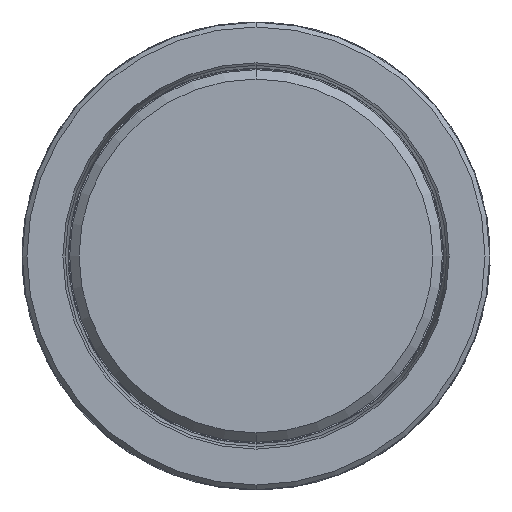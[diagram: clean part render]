
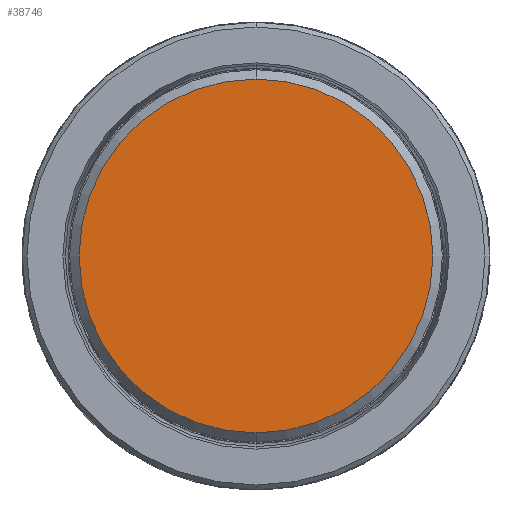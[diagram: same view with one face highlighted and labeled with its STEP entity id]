
A CAD part, front view. The second image highlights one B-rep face of the part: STEP entity #38746.
In plain terms, the highlighted planar face has unit normal (0, -1, 0).
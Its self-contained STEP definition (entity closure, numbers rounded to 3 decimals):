
#1464 = PLANE ( 'NONE',  #47334 ) ;
#6739 = EDGE_CURVE ( 'NONE', #16909, #11073, #37330, .T. ) ;
#7941 = CARTESIAN_POINT ( 'NONE',  ( 0., 0., -37.75 ) ) ;
#11073 = VERTEX_POINT ( 'NONE', #21921 ) ;
#11463 = DIRECTION ( 'NONE',  ( 0., 0., 1. ) ) ;
#12056 = FACE_OUTER_BOUND ( 'NONE', #20467, .T. ) ;
#15226 = EDGE_CURVE ( 'NONE', #11073, #16909, #29677, .T. ) ;
#15570 = DIRECTION ( 'NONE',  ( 0., -1., 0. ) ) ;
#16909 = VERTEX_POINT ( 'NONE', #7941 ) ;
#17281 = AXIS2_PLACEMENT_3D ( 'NONE', #44918, #15570, #11463 ) ;
#20467 = EDGE_LOOP ( 'NONE', ( #35815, #49768 ) ) ;
#21921 = CARTESIAN_POINT ( 'NONE',  ( 0., 0., 37.75 ) ) ;
#24962 = DIRECTION ( 'NONE',  ( 0., 0., 1. ) ) ;
#29247 = CARTESIAN_POINT ( 'NONE',  ( 0., 0., 0. ) ) ;
#29677 = CIRCLE ( 'NONE', #17281, 37.75 ) ;
#29680 = DIRECTION ( 'NONE',  ( 0., 1., 0. ) ) ;
#32610 = AXIS2_PLACEMENT_3D ( 'NONE', #29247, #32836, #24962 ) ;
#32836 = DIRECTION ( 'NONE',  ( 0., -1., 0. ) ) ;
#35815 = ORIENTED_EDGE ( 'NONE', *, *, #15226, .T. ) ;
#37330 = CIRCLE ( 'NONE', #32610, 37.75 ) ;
#37944 = DIRECTION ( 'NONE',  ( 0., 0., 1. ) ) ;
#38746 = ADVANCED_FACE ( 'NONE', ( #12056 ), #1464, .F. ) ;
#44918 = CARTESIAN_POINT ( 'NONE',  ( 0., 0., 0. ) ) ;
#46185 = CARTESIAN_POINT ( 'NONE',  ( 0., 0., 0. ) ) ;
#47334 = AXIS2_PLACEMENT_3D ( 'NONE', #46185, #29680, #37944 ) ;
#49768 = ORIENTED_EDGE ( 'NONE', *, *, #6739, .T. ) ;
